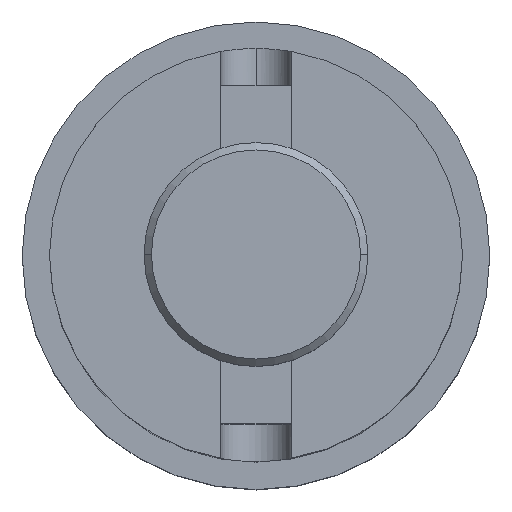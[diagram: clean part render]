
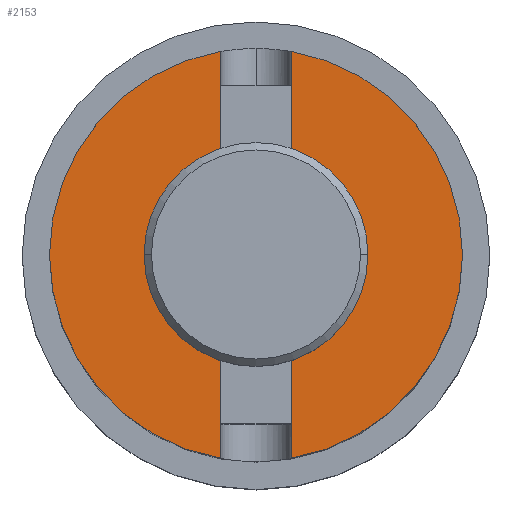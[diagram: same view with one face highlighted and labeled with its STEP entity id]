
A CAD part, top view. The second image highlights one B-rep face of the part: STEP entity #2153.
In plain terms, the highlighted planar face has unit normal (0, 0, 1).
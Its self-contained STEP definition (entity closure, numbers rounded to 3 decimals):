
#12 = ORIENTED_EDGE ( 'NONE', *, *, #1813, .T. ) ;
#29 = DIRECTION ( 'NONE',  ( 0., 0., 1. ) ) ;
#31 = LINE ( 'NONE', #327, #639 ) ;
#56 = VECTOR ( 'NONE', #147, 1000. ) ;
#81 = CARTESIAN_POINT ( 'NONE',  ( -4.762, 27.813, 101.6 ) ) ;
#147 = DIRECTION ( 'NONE',  ( 0., 1., 0. ) ) ;
#212 = DIRECTION ( 'NONE',  ( 1., 0., 0. ) ) ;
#276 = CARTESIAN_POINT ( 'NONE',  ( -4.762, 13.25, 101.6 ) ) ;
#284 = CIRCLE ( 'NONE', #961, 27.813 ) ;
#298 = DIRECTION ( 'NONE',  ( 0., 0., -1. ) ) ;
#310 = CARTESIAN_POINT ( 'NONE',  ( 4.763, 27.402, 101.6 ) ) ;
#324 = LINE ( 'NONE', #831, #958 ) ;
#327 = CARTESIAN_POINT ( 'NONE',  ( 4.763, 27.813, 101.6 ) ) ;
#330 = ORIENTED_EDGE ( 'NONE', *, *, #1083, .T. ) ;
#371 = ORIENTED_EDGE ( 'NONE', *, *, #1654, .F. ) ;
#387 = CIRCLE ( 'NONE', #2163, 27.813 ) ;
#393 = DIRECTION ( 'NONE',  ( -1., 0., 0. ) ) ;
#402 = CARTESIAN_POINT ( 'NONE',  ( 0., 0., 101.6 ) ) ;
#413 = DIRECTION ( 'NONE',  ( -1., 0., 0. ) ) ;
#429 = CARTESIAN_POINT ( 'NONE',  ( 0., 0., 101.6 ) ) ;
#438 = DIRECTION ( 'NONE',  ( 0., -1., 0. ) ) ;
#441 = LINE ( 'NONE', #1542, #56 ) ;
#450 = DIRECTION ( 'NONE',  ( 1., 0., 0. ) ) ;
#469 = CARTESIAN_POINT ( 'NONE',  ( 0., 0., 101.6 ) ) ;
#473 = VECTOR ( 'NONE', #1136, 1000. ) ;
#500 = CIRCLE ( 'NONE', #1105, 27.813 ) ;
#520 = CARTESIAN_POINT ( 'NONE',  ( -4.762, 27.402, 101.6 ) ) ;
#594 = VERTEX_POINT ( 'NONE', #520 ) ;
#608 = CIRCLE ( 'NONE', #1319, 12.7 ) ;
#634 = AXIS2_PLACEMENT_3D ( 'NONE', #1734, #29, #212 ) ;
#639 = VECTOR ( 'NONE', #1342, 1000. ) ;
#653 = DIRECTION ( 'NONE',  ( 0., 1., 0. ) ) ;
#687 = ORIENTED_EDGE ( 'NONE', *, *, #1822, .F. ) ;
#737 = EDGE_CURVE ( 'NONE', #1076, #594, #500, .T. ) ;
#746 = EDGE_CURVE ( 'NONE', #1176, #897, #608, .T. ) ;
#813 = ORIENTED_EDGE ( 'NONE', *, *, #737, .F. ) ;
#821 = DIRECTION ( 'NONE',  ( -1., 0., 0. ) ) ;
#831 = CARTESIAN_POINT ( 'NONE',  ( 4.763, 27.813, 101.6 ) ) ;
#861 = EDGE_CURVE ( 'NONE', #1361, #1853, #1921, .T. ) ;
#893 = EDGE_CURVE ( 'NONE', #1415, #2226, #1521, .T. ) ;
#897 = VERTEX_POINT ( 'NONE', #1271 ) ;
#918 = CARTESIAN_POINT ( 'NONE',  ( 4.763, 13.25, 101.6 ) ) ;
#921 = EDGE_CURVE ( 'NONE', #1425, #1361, #929, .T. ) ;
#929 = LINE ( 'NONE', #2173, #473 ) ;
#934 = CARTESIAN_POINT ( 'NONE',  ( 0., 0., 101.6 ) ) ;
#958 = VECTOR ( 'NONE', #653, 1000. ) ;
#960 = ORIENTED_EDGE ( 'NONE', *, *, #1182, .F. ) ;
#961 = AXIS2_PLACEMENT_3D ( 'NONE', #429, #1792, #413 ) ;
#1020 = ORIENTED_EDGE ( 'NONE', *, *, #746, .T. ) ;
#1021 = CARTESIAN_POINT ( 'NONE',  ( -4.762, -27.402, 101.6 ) ) ;
#1023 = ORIENTED_EDGE ( 'NONE', *, *, #921, .F. ) ;
#1076 = VERTEX_POINT ( 'NONE', #1201 ) ;
#1082 = PLANE ( 'NONE',  #634 ) ;
#1083 = EDGE_CURVE ( 'NONE', #1415, #594, #441, .T. ) ;
#1105 = AXIS2_PLACEMENT_3D ( 'NONE', #934, #1595, #2136 ) ;
#1136 = DIRECTION ( 'NONE',  ( -1., 0., 0. ) ) ;
#1149 = CIRCLE ( 'NONE', #1213, 12.7 ) ;
#1176 = VERTEX_POINT ( 'NONE', #1930 ) ;
#1182 = EDGE_CURVE ( 'NONE', #1853, #1076, #1686, .T. ) ;
#1201 = CARTESIAN_POINT ( 'NONE',  ( -27.813, 0., 101.6 ) ) ;
#1205 = VERTEX_POINT ( 'NONE', #1913 ) ;
#1213 = AXIS2_PLACEMENT_3D ( 'NONE', #1860, #2187, #1699 ) ;
#1235 = ORIENTED_EDGE ( 'NONE', *, *, #1878, .T. ) ;
#1271 = CARTESIAN_POINT ( 'NONE',  ( 12.7, 0., 101.6 ) ) ;
#1319 = AXIS2_PLACEMENT_3D ( 'NONE', #402, #1408, #393 ) ;
#1338 = EDGE_LOOP ( 'NONE', ( #1020, #12 ) ) ;
#1342 = DIRECTION ( 'NONE',  ( 0., -1., 0. ) ) ;
#1361 = VERTEX_POINT ( 'NONE', #2142 ) ;
#1408 = DIRECTION ( 'NONE',  ( 0., 0., -1. ) ) ;
#1415 = VERTEX_POINT ( 'NONE', #276 ) ;
#1416 = DIRECTION ( 'NONE',  ( -1., 0., 0. ) ) ;
#1425 = VERTEX_POINT ( 'NONE', #1466 ) ;
#1466 = CARTESIAN_POINT ( 'NONE',  ( 4.763, -13.25, 101.6 ) ) ;
#1521 = LINE ( 'NONE', #2000, #2248 ) ;
#1542 = CARTESIAN_POINT ( 'NONE',  ( -4.762, 27.813, 101.6 ) ) ;
#1595 = DIRECTION ( 'NONE',  ( 0., 0., -1. ) ) ;
#1611 = FACE_BOUND ( 'NONE', #1338, .T. ) ;
#1619 = AXIS2_PLACEMENT_3D ( 'NONE', #1752, #2116, #1416 ) ;
#1654 = EDGE_CURVE ( 'NONE', #1994, #1205, #284, .T. ) ;
#1673 = ORIENTED_EDGE ( 'NONE', *, *, #893, .F. ) ;
#1686 = CIRCLE ( 'NONE', #1619, 27.813 ) ;
#1699 = DIRECTION ( 'NONE',  ( -1., 0., 0. ) ) ;
#1716 = FACE_OUTER_BOUND ( 'NONE', #2172, .T. ) ;
#1731 = EDGE_CURVE ( 'NONE', #1205, #2224, #387, .T. ) ;
#1734 = CARTESIAN_POINT ( 'NONE',  ( 0., 27.813, 101.6 ) ) ;
#1752 = CARTESIAN_POINT ( 'NONE',  ( 0., 0., 101.6 ) ) ;
#1792 = DIRECTION ( 'NONE',  ( 0., 0., -1. ) ) ;
#1813 = EDGE_CURVE ( 'NONE', #897, #1176, #1149, .T. ) ;
#1822 = EDGE_CURVE ( 'NONE', #2224, #1425, #324, .T. ) ;
#1853 = VERTEX_POINT ( 'NONE', #1021 ) ;
#1860 = CARTESIAN_POINT ( 'NONE',  ( 0., 0., 101.6 ) ) ;
#1878 = EDGE_CURVE ( 'NONE', #1994, #2226, #31, .T. ) ;
#1913 = CARTESIAN_POINT ( 'NONE',  ( 27.813, 0., 101.6 ) ) ;
#1921 = LINE ( 'NONE', #81, #2123 ) ;
#1930 = CARTESIAN_POINT ( 'NONE',  ( -12.7, 0., 101.6 ) ) ;
#1994 = VERTEX_POINT ( 'NONE', #310 ) ;
#2000 = CARTESIAN_POINT ( 'NONE',  ( 0., 13.25, 101.6 ) ) ;
#2069 = ORIENTED_EDGE ( 'NONE', *, *, #861, .F. ) ;
#2109 = ORIENTED_EDGE ( 'NONE', *, *, #1731, .F. ) ;
#2116 = DIRECTION ( 'NONE',  ( 0., 0., -1. ) ) ;
#2123 = VECTOR ( 'NONE', #438, 1000. ) ;
#2134 = CARTESIAN_POINT ( 'NONE',  ( 4.763, -27.402, 101.6 ) ) ;
#2136 = DIRECTION ( 'NONE',  ( -1., 0., 0. ) ) ;
#2142 = CARTESIAN_POINT ( 'NONE',  ( -4.762, -13.25, 101.6 ) ) ;
#2153 = ADVANCED_FACE ( 'NONE', ( #1716, #1611 ), #1082, .T. ) ;
#2163 = AXIS2_PLACEMENT_3D ( 'NONE', #469, #298, #821 ) ;
#2172 = EDGE_LOOP ( 'NONE', ( #2069, #1023, #687, #2109, #371, #1235, #1673, #330, #813, #960 ) ) ;
#2173 = CARTESIAN_POINT ( 'NONE',  ( 0., -13.25, 101.6 ) ) ;
#2187 = DIRECTION ( 'NONE',  ( 0., 0., -1. ) ) ;
#2224 = VERTEX_POINT ( 'NONE', #2134 ) ;
#2226 = VERTEX_POINT ( 'NONE', #918 ) ;
#2248 = VECTOR ( 'NONE', #450, 1000. ) ;
